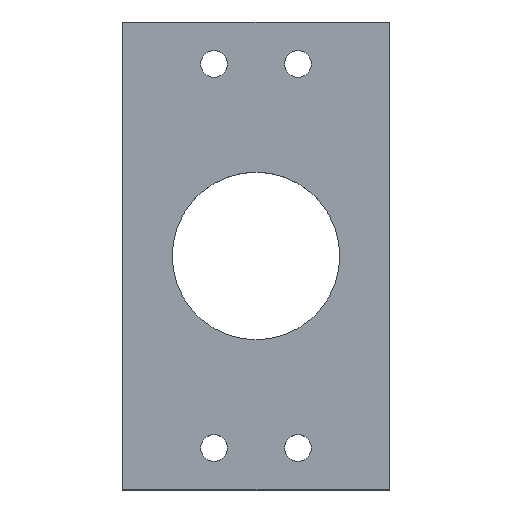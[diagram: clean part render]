
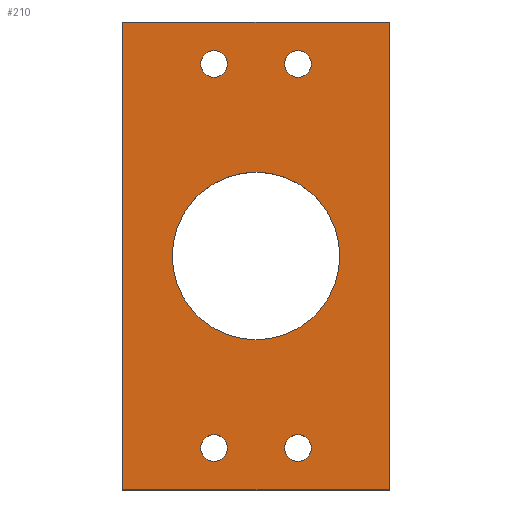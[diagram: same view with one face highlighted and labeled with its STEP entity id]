
A CAD part, top view. The second image highlights one B-rep face of the part: STEP entity #210.
In plain terms, the highlighted planar face has unit normal (0, 0, 1).
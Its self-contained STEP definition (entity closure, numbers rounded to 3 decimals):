
#20=CIRCLE('',#229,1.913);
#22=CIRCLE('',#232,1.913);
#24=CIRCLE('',#235,12.);
#26=CIRCLE('',#238,1.913);
#28=CIRCLE('',#241,1.913);
#61=ORIENTED_EDGE('',*,*,#97,.T.);
#62=ORIENTED_EDGE('',*,*,#95,.F.);
#63=ORIENTED_EDGE('',*,*,#93,.T.);
#64=ORIENTED_EDGE('',*,*,#91,.T.);
#65=ORIENTED_EDGE('',*,*,#89,.F.);
#66=ORIENTED_EDGE('',*,*,#81,.T.);
#67=ORIENTED_EDGE('',*,*,#85,.T.);
#68=ORIENTED_EDGE('',*,*,#88,.T.);
#69=ORIENTED_EDGE('',*,*,#100,.T.);
#81=EDGE_CURVE('',#104,#103,#121,.T.);
#85=EDGE_CURVE('',#103,#106,#125,.T.);
#88=EDGE_CURVE('',#106,#108,#128,.T.);
#89=EDGE_CURVE('',#109,#109,#20,.T.);
#91=EDGE_CURVE('',#111,#111,#22,.T.);
#93=EDGE_CURVE('',#113,#113,#24,.T.);
#95=EDGE_CURVE('',#115,#115,#26,.T.);
#97=EDGE_CURVE('',#117,#117,#28,.T.);
#100=EDGE_CURVE('',#108,#104,#130,.T.);
#103=VERTEX_POINT('',#308);
#104=VERTEX_POINT('',#310);
#106=VERTEX_POINT('',#316);
#108=VERTEX_POINT('',#322);
#109=VERTEX_POINT('',#326);
#111=VERTEX_POINT('',#331);
#113=VERTEX_POINT('',#336);
#115=VERTEX_POINT('',#341);
#117=VERTEX_POINT('',#346);
#121=LINE('',#309,#133);
#125=LINE('',#317,#137);
#128=LINE('',#323,#140);
#130=LINE('',#351,#142);
#133=VECTOR('',#252,1000.);
#137=VECTOR('',#258,1000.);
#140=VECTOR('',#263,1000.);
#142=VECTOR('',#297,1000.);
#157=EDGE_LOOP('',(#61));
#158=EDGE_LOOP('',(#62));
#159=EDGE_LOOP('',(#63));
#160=EDGE_LOOP('',(#64));
#161=EDGE_LOOP('',(#65));
#162=EDGE_LOOP('',(#66,#67,#68,#69));
#183=FACE_BOUND('',#157,.T.);
#184=FACE_BOUND('',#158,.T.);
#185=FACE_BOUND('',#159,.T.);
#186=FACE_BOUND('',#160,.T.);
#187=FACE_BOUND('',#161,.T.);
#188=FACE_BOUND('',#162,.T.);
#199=PLANE('',#244);
#210=ADVANCED_FACE('',(#183,#184,#185,#186,#187,#188),#199,.T.);
#229=AXIS2_PLACEMENT_3D('',#325,#266,#267);
#232=AXIS2_PLACEMENT_3D('',#330,#272,#273);
#235=AXIS2_PLACEMENT_3D('',#335,#278,#279);
#238=AXIS2_PLACEMENT_3D('',#340,#284,#285);
#241=AXIS2_PLACEMENT_3D('',#345,#290,#291);
#244=AXIS2_PLACEMENT_3D('',#352,#298,#299);
#252=DIRECTION('',(-1.,0.,0.));
#258=DIRECTION('',(0.,-1.,0.));
#263=DIRECTION('',(1.,0.,0.));
#266=DIRECTION('',(0.,0.,1.));
#267=DIRECTION('',(1.,0.,0.));
#272=DIRECTION('',(0.,0.,-1.));
#273=DIRECTION('',(1.,0.,0.));
#278=DIRECTION('',(0.,0.,-1.));
#279=DIRECTION('',(1.,0.,0.));
#284=DIRECTION('',(0.,0.,1.));
#285=DIRECTION('',(1.,0.,0.));
#290=DIRECTION('',(0.,0.,-1.));
#291=DIRECTION('',(1.,0.,0.));
#297=DIRECTION('',(0.,1.,0.));
#298=DIRECTION('',(0.,0.,1.));
#299=DIRECTION('',(1.,0.,0.));
#308=CARTESIAN_POINT('',(-19.05,33.5,4.763));
#309=CARTESIAN_POINT('',(19.05,33.5,4.763));
#310=CARTESIAN_POINT('',(19.05,33.5,4.763));
#316=CARTESIAN_POINT('',(-19.05,-33.5,4.763));
#317=CARTESIAN_POINT('',(-19.05,33.5,4.763));
#322=CARTESIAN_POINT('',(19.05,-33.5,4.763));
#323=CARTESIAN_POINT('',(-19.05,-33.5,4.763));
#325=CARTESIAN_POINT('',(-6.,-27.5,4.763));
#326=CARTESIAN_POINT('',(-4.087,-27.5,4.763));
#330=CARTESIAN_POINT('',(6.,-27.5,4.763));
#331=CARTESIAN_POINT('',(7.913,-27.5,4.763));
#335=CARTESIAN_POINT('',(0.,0.,4.763));
#336=CARTESIAN_POINT('',(12.,0.,4.763));
#340=CARTESIAN_POINT('',(6.,27.5,4.763));
#341=CARTESIAN_POINT('',(7.913,27.5,4.763));
#345=CARTESIAN_POINT('',(-6.,27.5,4.763));
#346=CARTESIAN_POINT('',(-4.087,27.5,4.763));
#351=CARTESIAN_POINT('',(19.05,-33.5,4.763));
#352=CARTESIAN_POINT('',(0.,0.,4.763));
